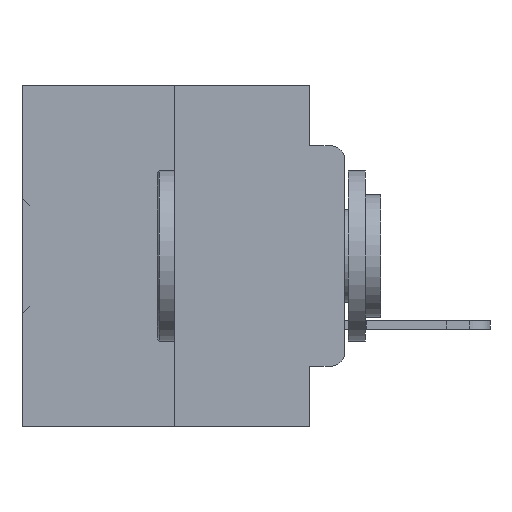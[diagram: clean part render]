
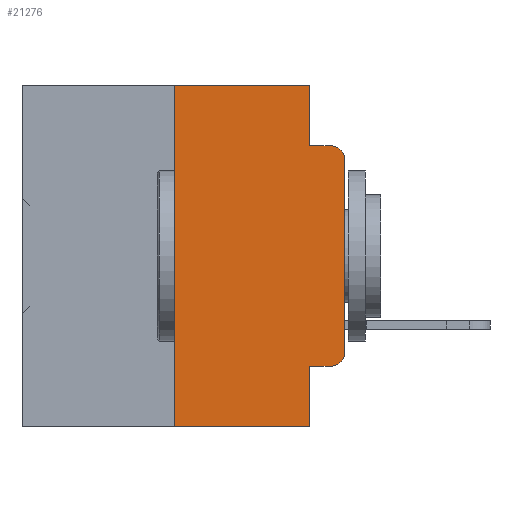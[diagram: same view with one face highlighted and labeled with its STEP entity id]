
A CAD part, left-side view. The second image highlights one B-rep face of the part: STEP entity #21276.
In plain terms, the highlighted planar face has unit normal (-1, 0, 0).
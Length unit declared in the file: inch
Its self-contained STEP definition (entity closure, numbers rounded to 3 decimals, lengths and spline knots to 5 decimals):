
#166 = PLANE ( 'NONE',  #18744 ) ;
#869 = VECTOR ( 'NONE', #27104, 39.37008 ) ;
#881 = CARTESIAN_POINT ( 'NONE',  ( 0., 0., 0. ) ) ;
#966 = DIRECTION ( 'NONE',  ( -1., 0., 0. ) ) ;
#1120 = CARTESIAN_POINT ( 'NONE',  ( 0., 0.051, 0. ) ) ;
#1323 = CIRCLE ( 'NONE', #29472, 0.02 ) ;
#2154 = DIRECTION ( 'NONE',  ( 0., -1., 0. ) ) ;
#3093 = DIRECTION ( 'NONE',  ( 0., 0., -1. ) ) ;
#3173 = DIRECTION ( 'NONE',  ( -1., 0., 0. ) ) ;
#3275 = CARTESIAN_POINT ( 'NONE',  ( 0., 0.02, -0.3915 ) ) ;
#3989 = LINE ( 'NONE', #17806, #29464 ) ;
#4603 = VERTEX_POINT ( 'NONE', #36663 ) ;
#7864 = VERTEX_POINT ( 'NONE', #18240 ) ;
#8314 = VERTEX_POINT ( 'NONE', #32114 ) ;
#8699 = CARTESIAN_POINT ( 'NONE',  ( 0., 0.051, 0. ) ) ;
#11265 = EDGE_CURVE ( 'NONE', #30153, #28862, #15179, .T. ) ;
#11758 = CARTESIAN_POINT ( 'NONE',  ( 0., 0.02, -0.0885 ) ) ;
#11827 = LINE ( 'NONE', #8699, #22091 ) ;
#12754 = VECTOR ( 'NONE', #2154, 39.37008 ) ;
#13502 = DIRECTION ( 'NONE',  ( 1., 0., 0. ) ) ;
#13729 = LINE ( 'NONE', #32646, #12754 ) ;
#14638 = VECTOR ( 'NONE', #23147, 39.37008 ) ;
#14823 = CARTESIAN_POINT ( 'NONE',  ( 0., 0.02, -0.4115 ) ) ;
#15179 = CIRCLE ( 'NONE', #31764, 0.02 ) ;
#15295 = CARTESIAN_POINT ( 'NONE',  ( 0., 0., -0.3915 ) ) ;
#15474 = EDGE_CURVE ( 'NONE', #36451, #30153, #17101, .T. ) ;
#15776 = EDGE_CURVE ( 'NONE', #8314, #20854, #29554, .T. ) ;
#15802 = ORIENTED_EDGE ( 'NONE', *, *, #35115, .T. ) ;
#16021 = EDGE_CURVE ( 'NONE', #4603, #7864, #13729, .T. ) ;
#16883 = VERTEX_POINT ( 'NONE', #23334 ) ;
#17101 = LINE ( 'NONE', #24704, #24292 ) ;
#17579 = EDGE_CURVE ( 'NONE', #36451, #7864, #3989, .T. ) ;
#17806 = CARTESIAN_POINT ( 'NONE',  ( 0., 0.051, 0. ) ) ;
#17872 = FACE_OUTER_BOUND ( 'NONE', #28156, .T. ) ;
#18240 = CARTESIAN_POINT ( 'NONE',  ( 0., 0.051, -0.5 ) ) ;
#18744 = AXIS2_PLACEMENT_3D ( 'NONE', #31261, #13502, #34128 ) ;
#19883 = ORIENTED_EDGE ( 'NONE', *, *, #11265, .T. ) ;
#20167 = CARTESIAN_POINT ( 'NONE',  ( 0., 0., -0.1085 ) ) ;
#20247 = CARTESIAN_POINT ( 'NONE',  ( 0., 0.02, -0.1085 ) ) ;
#20503 = ORIENTED_EDGE ( 'NONE', *, *, #15474, .T. ) ;
#20532 = ORIENTED_EDGE ( 'NONE', *, *, #17579, .F. ) ;
#20854 = VERTEX_POINT ( 'NONE', #1120 ) ;
#21084 = ORIENTED_EDGE ( 'NONE', *, *, #16021, .T. ) ;
#21276 = ADVANCED_FACE ( 'NONE', ( #17872 ), #166, .F. ) ;
#21579 = ORIENTED_EDGE ( 'NONE', *, *, #21789, .F. ) ;
#21789 = EDGE_CURVE ( 'NONE', #4603, #8314, #36377, .T. ) ;
#21875 = VERTEX_POINT ( 'NONE', #20167 ) ;
#22091 = VECTOR ( 'NONE', #29891, 39.37008 ) ;
#22283 = DIRECTION ( 'NONE',  ( 0., 0., 1. ) ) ;
#22408 = ORIENTED_EDGE ( 'NONE', *, *, #15776, .F. ) ;
#23147 = DIRECTION ( 'NONE',  ( 0., -1., 0. ) ) ;
#23206 = DIRECTION ( 'NONE',  ( 0., 0., 1. ) ) ;
#23275 = DIRECTION ( 'NONE',  ( 0., 0., -1. ) ) ;
#23334 = CARTESIAN_POINT ( 'NONE',  ( 0., 0.051, -0.0885 ) ) ;
#23830 = DIRECTION ( 'NONE',  ( 0., 0., -1. ) ) ;
#24282 = CARTESIAN_POINT ( 'NONE',  ( 0., 0.051, -0.0885 ) ) ;
#24292 = VECTOR ( 'NONE', #38615, 39.37008 ) ;
#24704 = CARTESIAN_POINT ( 'NONE',  ( 0., 0.051, -0.4115 ) ) ;
#25995 = LINE ( 'NONE', #24282, #869 ) ;
#26550 = ORIENTED_EDGE ( 'NONE', *, *, #27545, .F. ) ;
#27104 = DIRECTION ( 'NONE',  ( 0., -1., 0. ) ) ;
#27545 = EDGE_CURVE ( 'NONE', #20854, #16883, #11827, .T. ) ;
#28156 = EDGE_LOOP ( 'NONE', ( #15802, #29055, #28905, #26550, #22408, #21579, #21084, #20532, #20503, #19883 ) ) ;
#28862 = VERTEX_POINT ( 'NONE', #15295 ) ;
#28893 = VECTOR ( 'NONE', #22283, 39.37008 ) ;
#28905 = ORIENTED_EDGE ( 'NONE', *, *, #29434, .F. ) ;
#29055 = ORIENTED_EDGE ( 'NONE', *, *, #31308, .T. ) ;
#29434 = EDGE_CURVE ( 'NONE', #16883, #30965, #25995, .T. ) ;
#29464 = VECTOR ( 'NONE', #23830, 39.37008 ) ;
#29472 = AXIS2_PLACEMENT_3D ( 'NONE', #20247, #966, #23275 ) ;
#29554 = LINE ( 'NONE', #34282, #14638 ) ;
#29891 = DIRECTION ( 'NONE',  ( 0., 0., -1. ) ) ;
#30153 = VERTEX_POINT ( 'NONE', #14823 ) ;
#30965 = VERTEX_POINT ( 'NONE', #11758 ) ;
#31157 = CARTESIAN_POINT ( 'NONE',  ( 0., 0.051, -0.4115 ) ) ;
#31261 = CARTESIAN_POINT ( 'NONE',  ( 0., 0.473, 0. ) ) ;
#31308 = EDGE_CURVE ( 'NONE', #21875, #30965, #1323, .T. ) ;
#31764 = AXIS2_PLACEMENT_3D ( 'NONE', #3275, #3173, #3093 ) ;
#32114 = CARTESIAN_POINT ( 'NONE',  ( 0., 0.25, 0. ) ) ;
#32646 = CARTESIAN_POINT ( 'NONE',  ( 0., 0.473, -0.5 ) ) ;
#33602 = CARTESIAN_POINT ( 'NONE',  ( 0., 0.25, 0. ) ) ;
#34128 = DIRECTION ( 'NONE',  ( 0., 0., -1. ) ) ;
#34282 = CARTESIAN_POINT ( 'NONE',  ( 0., 0.473, 0. ) ) ;
#35115 = EDGE_CURVE ( 'NONE', #28862, #21875, #37549, .T. ) ;
#35846 = VECTOR ( 'NONE', #23206, 39.37008 ) ;
#36377 = LINE ( 'NONE', #33602, #28893 ) ;
#36451 = VERTEX_POINT ( 'NONE', #31157 ) ;
#36663 = CARTESIAN_POINT ( 'NONE',  ( 0., 0.25, -0.5 ) ) ;
#37549 = LINE ( 'NONE', #881, #35846 ) ;
#38615 = DIRECTION ( 'NONE',  ( 0., -1., 0. ) ) ;
